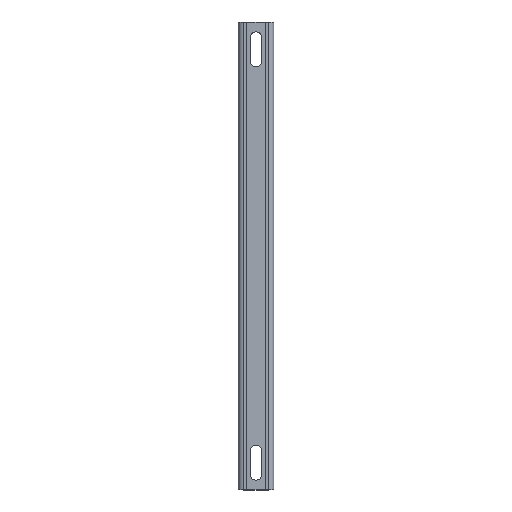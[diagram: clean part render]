
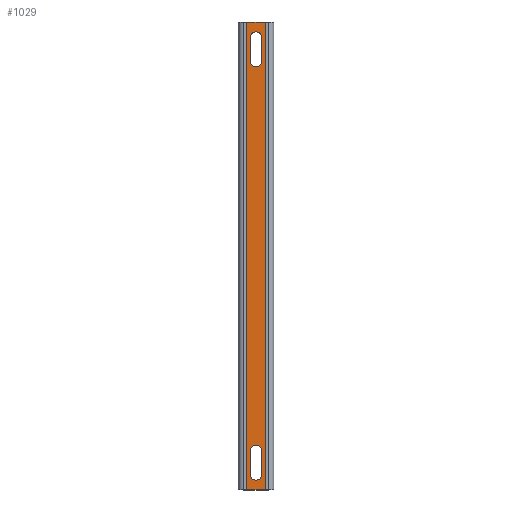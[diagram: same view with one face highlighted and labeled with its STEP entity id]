
A CAD part, top view. The second image highlights one B-rep face of the part: STEP entity #1029.
In plain terms, the highlighted planar face has unit normal (0, 0, 1).
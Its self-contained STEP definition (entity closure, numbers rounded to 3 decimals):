
#282=AXIS2_PLACEMENT_3D('Circle Axis2P3D',#280,#281,$) ;
#327=AXIS2_PLACEMENT_3D('Circle Axis2P3D',#325,#326,$) ;
#389=AXIS2_PLACEMENT_3D('Circle Axis2P3D',#387,#388,$) ;
#411=AXIS2_PLACEMENT_3D('Circle Axis2P3D',#409,#410,$) ;
#979=AXIS2_PLACEMENT_3D('Plane Axis2P3D',#976,#977,#978) ;
#989=AXIS2_PLACEMENT_3D('Circle Axis2P3D',#987,#988,$) ;
#1005=AXIS2_PLACEMENT_3D('Circle Axis2P3D',#1003,#1004,$) ;
#116=CARTESIAN_POINT('Vertex',(17.,0.,1.5)) ;
#119=CARTESIAN_POINT('Line Origine',(10.,0.,1.5)) ;
#123=CARTESIAN_POINT('Vertex',(3.,0.,1.5)) ;
#240=CARTESIAN_POINT('Line Origine',(13.15,15.5,1.5)) ;
#244=CARTESIAN_POINT('Vertex',(13.15,22.35,1.5)) ;
#246=CARTESIAN_POINT('Vertex',(13.15,8.65,1.5)) ;
#280=CARTESIAN_POINT('Axis2P3D Location',(10.,8.65,1.5)) ;
#284=CARTESIAN_POINT('Vertex',(10.,5.5,1.5)) ;
#322=CARTESIAN_POINT('Vertex',(6.85,8.65,1.5)) ;
#325=CARTESIAN_POINT('Axis2P3D Location',(10.,8.65,1.5)) ;
#342=CARTESIAN_POINT('Line Origine',(6.85,15.5,1.5)) ;
#346=CARTESIAN_POINT('Vertex',(6.85,22.35,1.5)) ;
#384=CARTESIAN_POINT('Vertex',(10.,25.5,1.5)) ;
#387=CARTESIAN_POINT('Axis2P3D Location',(10.,22.35,1.5)) ;
#409=CARTESIAN_POINT('Axis2P3D Location',(10.,22.35,1.5)) ;
#523=CARTESIAN_POINT('Vertex',(3.,266.,1.5)) ;
#526=CARTESIAN_POINT('Line Origine',(10.,266.,1.5)) ;
#530=CARTESIAN_POINT('Vertex',(17.,266.,1.5)) ;
#734=CARTESIAN_POINT('Line Origine',(17.,189.,1.5)) ;
#757=CARTESIAN_POINT('Line Origine',(3.,189.,1.5)) ;
#976=CARTESIAN_POINT('Axis2P3D Location',(3.,189.,1.5)) ;
#987=CARTESIAN_POINT('Axis2P3D Location',(10.,243.65,1.5)) ;
#991=CARTESIAN_POINT('Vertex',(6.85,243.65,1.5)) ;
#993=CARTESIAN_POINT('Vertex',(13.15,243.65,1.5)) ;
#996=CARTESIAN_POINT('Line Origine',(6.85,250.5,1.5)) ;
#1000=CARTESIAN_POINT('Vertex',(6.85,257.35,1.5)) ;
#1003=CARTESIAN_POINT('Axis2P3D Location',(10.,257.35,1.5)) ;
#1007=CARTESIAN_POINT('Vertex',(13.15,257.35,1.5)) ;
#1010=CARTESIAN_POINT('Line Origine',(13.15,250.5,1.5)) ;
#120=DIRECTION('Vector Direction',(1.,0.,0.)) ;
#241=DIRECTION('Vector Direction',(0.,-1.,0.)) ;
#281=DIRECTION('Axis2P3D Direction',(0.,0.,1.)) ;
#326=DIRECTION('Axis2P3D Direction',(0.,0.,1.)) ;
#343=DIRECTION('Vector Direction',(0.,-1.,0.)) ;
#388=DIRECTION('Axis2P3D Direction',(0.,0.,1.)) ;
#410=DIRECTION('Axis2P3D Direction',(0.,0.,1.)) ;
#527=DIRECTION('Vector Direction',(1.,0.,0.)) ;
#735=DIRECTION('Vector Direction',(0.,1.,0.)) ;
#758=DIRECTION('Vector Direction',(0.,1.,0.)) ;
#977=DIRECTION('Axis2P3D Direction',(0.,0.,-1.)) ;
#978=DIRECTION('Axis2P3D XDirection',(0.,-1.,0.)) ;
#988=DIRECTION('Axis2P3D Direction',(0.,0.,-1.)) ;
#997=DIRECTION('Vector Direction',(0.,1.,0.)) ;
#1004=DIRECTION('Axis2P3D Direction',(0.,0.,-1.)) ;
#1011=DIRECTION('Vector Direction',(0.,-1.,0.)) ;
#121=VECTOR('Line Direction',#120,1.) ;
#242=VECTOR('Line Direction',#241,1.) ;
#344=VECTOR('Line Direction',#343,1.) ;
#528=VECTOR('Line Direction',#527,1.) ;
#736=VECTOR('Line Direction',#735,1.) ;
#759=VECTOR('Line Direction',#758,1.) ;
#998=VECTOR('Line Direction',#997,1.) ;
#1012=VECTOR('Line Direction',#1011,1.) ;
#982=ORIENTED_EDGE('',*,*,#761,.T.) ;
#983=ORIENTED_EDGE('',*,*,#125,.T.) ;
#984=ORIENTED_EDGE('',*,*,#738,.F.) ;
#985=ORIENTED_EDGE('',*,*,#532,.F.) ;
#1016=ORIENTED_EDGE('',*,*,#995,.F.) ;
#1017=ORIENTED_EDGE('',*,*,#1002,.F.) ;
#1018=ORIENTED_EDGE('',*,*,#1009,.F.) ;
#1019=ORIENTED_EDGE('',*,*,#1014,.F.) ;
#1022=ORIENTED_EDGE('',*,*,#413,.T.) ;
#1023=ORIENTED_EDGE('',*,*,#248,.T.) ;
#1024=ORIENTED_EDGE('',*,*,#286,.T.) ;
#1025=ORIENTED_EDGE('',*,*,#329,.T.) ;
#1026=ORIENTED_EDGE('',*,*,#348,.F.) ;
#1027=ORIENTED_EDGE('',*,*,#391,.T.) ;
#1020=FACE_BOUND('',#1015,.T.) ;
#1028=FACE_BOUND('',#1021,.T.) ;
#1029=ADVANCED_FACE('Schnitt-Linear austragen1',(#986,#1020,#1028),#980,.F.) ;
#283=CIRCLE('generated circle',#282,3.15) ;
#328=CIRCLE('generated circle',#327,3.15) ;
#390=CIRCLE('generated circle',#389,3.15) ;
#412=CIRCLE('generated circle',#411,3.15) ;
#990=CIRCLE('generated circle',#989,3.15) ;
#1006=CIRCLE('generated circle',#1005,3.15) ;
#125=EDGE_CURVE('',#124,#117,#122,.T.) ;
#248=EDGE_CURVE('',#245,#247,#243,.T.) ;
#286=EDGE_CURVE('',#247,#285,#283,.F.) ;
#329=EDGE_CURVE('',#285,#323,#328,.F.) ;
#348=EDGE_CURVE('',#347,#323,#345,.T.) ;
#391=EDGE_CURVE('',#347,#385,#390,.F.) ;
#413=EDGE_CURVE('',#385,#245,#412,.F.) ;
#532=EDGE_CURVE('',#524,#531,#529,.T.) ;
#738=EDGE_CURVE('',#531,#117,#737,.F.) ;
#761=EDGE_CURVE('',#524,#124,#760,.F.) ;
#995=EDGE_CURVE('',#992,#994,#990,.F.) ;
#1002=EDGE_CURVE('',#1001,#992,#999,.F.) ;
#1009=EDGE_CURVE('',#1008,#1001,#1006,.F.) ;
#1014=EDGE_CURVE('',#994,#1008,#1013,.F.) ;
#981=EDGE_LOOP('',(#982,#983,#984,#985)) ;
#1015=EDGE_LOOP('',(#1016,#1017,#1018,#1019)) ;
#1021=EDGE_LOOP('',(#1022,#1023,#1024,#1025,#1026,#1027)) ;
#986=FACE_OUTER_BOUND('',#981,.T.) ;
#122=LINE('Line',#119,#121) ;
#243=LINE('Line',#240,#242) ;
#345=LINE('Line',#342,#344) ;
#529=LINE('Line',#526,#528) ;
#737=LINE('Line',#734,#736) ;
#760=LINE('Line',#757,#759) ;
#999=LINE('Line',#996,#998) ;
#1013=LINE('Line',#1010,#1012) ;
#980=PLANE('',#979) ;
#117=VERTEX_POINT('',#116) ;
#124=VERTEX_POINT('',#123) ;
#245=VERTEX_POINT('',#244) ;
#247=VERTEX_POINT('',#246) ;
#285=VERTEX_POINT('',#284) ;
#323=VERTEX_POINT('',#322) ;
#347=VERTEX_POINT('',#346) ;
#385=VERTEX_POINT('',#384) ;
#524=VERTEX_POINT('',#523) ;
#531=VERTEX_POINT('',#530) ;
#992=VERTEX_POINT('',#991) ;
#994=VERTEX_POINT('',#993) ;
#1001=VERTEX_POINT('',#1000) ;
#1008=VERTEX_POINT('',#1007) ;
